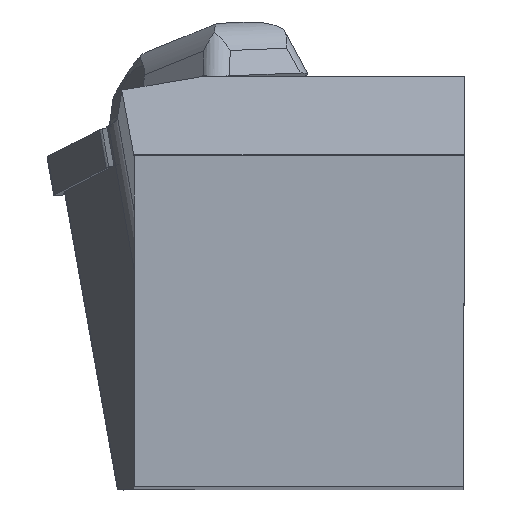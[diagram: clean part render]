
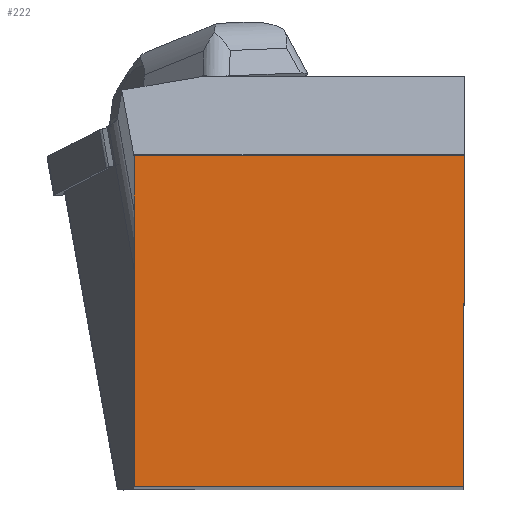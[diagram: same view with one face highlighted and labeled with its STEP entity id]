
A CAD part, top view. The second image highlights one B-rep face of the part: STEP entity #222.
In plain terms, the highlighted planar face has unit normal (0, 0, 1).
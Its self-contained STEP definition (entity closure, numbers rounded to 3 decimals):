
#160=FACE_OUTER_BOUND('',#587,.T.);
#222=ADVANCED_FACE('BLANK_BOXF006',(#160),#277,.F.);
#277=PLANE('',#1401);
#360=LINE('',#2039,#481);
#369=LINE('',#2064,#490);
#374=LINE('',#2072,#495);
#376=LINE('',#2076,#497);
#481=VECTOR('',#1610,1.);
#490=VECTOR('',#1629,1.);
#495=VECTOR('',#1638,1.);
#497=VECTOR('',#1644,1.);
#587=EDGE_LOOP('',(#777,#778,#779,#780));
#777=ORIENTED_EDGE('',*,*,#1182,.F.);
#778=ORIENTED_EDGE('',*,*,#1163,.F.);
#779=ORIENTED_EDGE('',*,*,#1180,.F.);
#780=ORIENTED_EDGE('',*,*,#1175,.F.);
#1030=VERTEX_POINT('',#2038);
#1031=VERTEX_POINT('',#2040);
#1041=VERTEX_POINT('',#2063);
#1042=VERTEX_POINT('',#2065);
#1163=EDGE_CURVE('',#1030,#1031,#360,.T.);
#1175=EDGE_CURVE('',#1041,#1042,#369,.T.);
#1180=EDGE_CURVE('',#1042,#1030,#374,.T.);
#1182=EDGE_CURVE('',#1031,#1041,#376,.T.);
#1401=AXIS2_PLACEMENT_3D('',#2077,#1645,#1646);
#1610=DIRECTION('',(-1.,0.,0.));
#1629=DIRECTION('',(1.,0.,0.));
#1638=DIRECTION('',(-0.004,-1.,0.));
#1644=DIRECTION('',(0.,1.,0.));
#1645=DIRECTION('',(0.,0.,-1.));
#1646=DIRECTION('',(-1.,0.,0.));
#2038=CARTESIAN_POINT('',(-0.174,0.,0.));
#2039=CARTESIAN_POINT('',(267.35,0.,0.));
#2040=CARTESIAN_POINT('',(-39.85,0.,0.));
#2063=CARTESIAN_POINT('',(-39.85,39.85,0.));
#2064=CARTESIAN_POINT('',(-267.35,39.85,0.));
#2065=CARTESIAN_POINT('',(0.,39.85,0.));
#2072=CARTESIAN_POINT('',(0.993,267.347,0.));
#2076=CARTESIAN_POINT('',(-39.85,-267.35,0.));
#2077=CARTESIAN_POINT('',(-66.35,-5.,0.));
